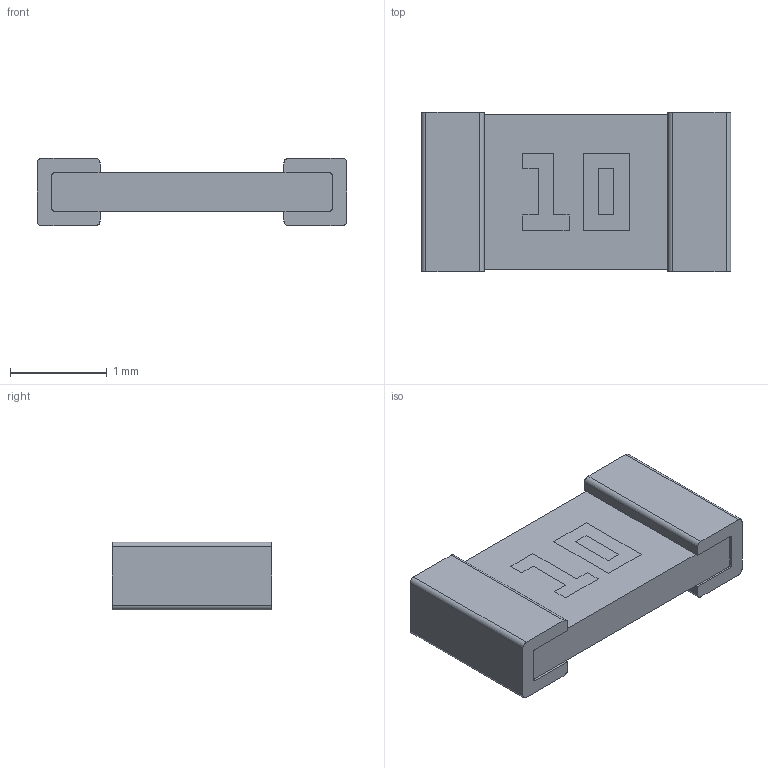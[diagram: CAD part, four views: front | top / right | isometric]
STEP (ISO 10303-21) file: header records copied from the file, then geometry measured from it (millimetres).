
FILE_DESCRIPTION(/* description */ (''),/* implementation_level */ '2;1');
FILE_NAME(/* name */ 'SF-1206SA1000R-2',/* time_stamp */ '2022-06-04T16:22:10+02:00',/* author */ (''),/* organization */ (''),/* preprocessor_version */ 'ST-DEVELOPER v16.5',/* originating_system */ '',/* authorisation */ '');
FILE_SCHEMA (('AUTOMOTIVE_DESIGN'));
Length unit declared in the file: millimetre
Products named in the file (1): Document
Bounding box: 3.2 x 1.65 x 0.7 mm (x, y, z)
Volume: 0.8 mm3; surface area: 25.6 mm2
Topology: 2 solids, 6 shells, 45 faces, 144 edges, 108 vertices
Faces by surface type: plane 29, bspline 16
Entity records: 1494 total; most frequent: CARTESIAN_POINT 556, ORIENTED_EDGE 252, EDGE_CURVE 144, B_SPLINE_CURVE_WITH_KNOTS 112, VERTEX_POINT 108, EDGE_LOOP 48, ADVANCED_FACE 45, FACE_OUTER_BOUND 45
